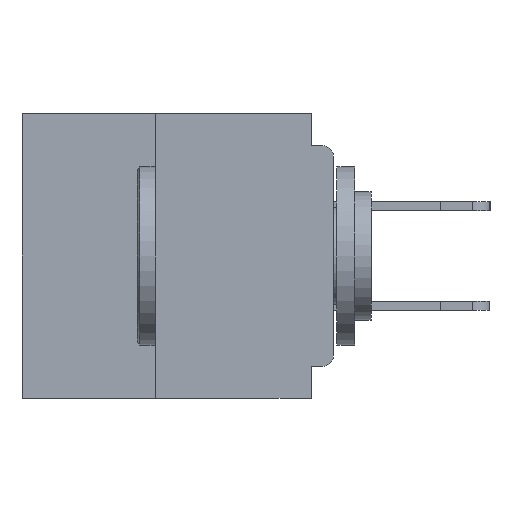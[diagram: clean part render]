
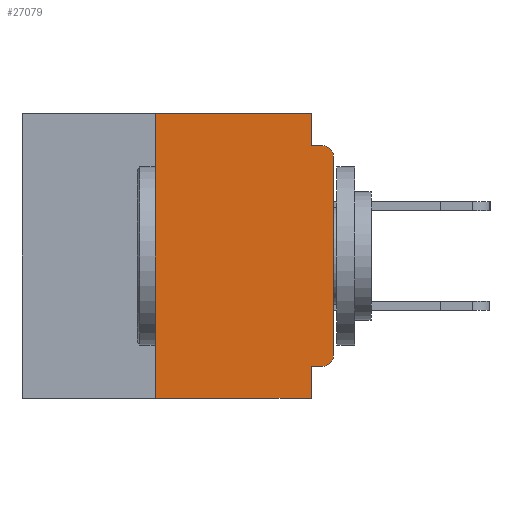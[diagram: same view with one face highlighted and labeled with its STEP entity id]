
A CAD part, left-side view. The second image highlights one B-rep face of the part: STEP entity #27079.
In plain terms, the highlighted planar face has unit normal (-1, 0, 0).
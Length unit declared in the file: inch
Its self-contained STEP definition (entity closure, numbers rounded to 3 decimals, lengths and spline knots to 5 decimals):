
#943 = EDGE_CURVE ( 'NONE', #44504, #42881, #8682, .T. ) ;
#1236 = EDGE_CURVE ( 'NONE', #42881, #17184, #24222, .T. ) ;
#1355 = DIRECTION ( 'NONE',  ( 0., 0., -1. ) ) ;
#2087 = CARTESIAN_POINT ( 'NONE',  ( 0., 0.015, -0.06 ) ) ;
#2491 = DIRECTION ( 'NONE',  ( 1., 0., 0. ) ) ;
#2913 = CARTESIAN_POINT ( 'NONE',  ( 0., 0.031, -0.4 ) ) ;
#3600 = VECTOR ( 'NONE', #15770, 39.37008 ) ;
#4594 = LINE ( 'NONE', #22814, #32846 ) ;
#4875 = CARTESIAN_POINT ( 'NONE',  ( 0., 0.437, -0.4 ) ) ;
#5829 = DIRECTION ( 'NONE',  ( 0., 0., -1. ) ) ;
#6605 = FACE_OUTER_BOUND ( 'NONE', #29641, .T. ) ;
#6767 = ORIENTED_EDGE ( 'NONE', *, *, #11765, .F. ) ;
#6859 = AXIS2_PLACEMENT_3D ( 'NONE', #9718, #2491, #28270 ) ;
#7457 = CARTESIAN_POINT ( 'NONE',  ( 0., 0.031, 0. ) ) ;
#8682 = LINE ( 'NONE', #35188, #27135 ) ;
#9718 = CARTESIAN_POINT ( 'NONE',  ( 0., 0.437, 0. ) ) ;
#9943 = CARTESIAN_POINT ( 'NONE',  ( 0., 0.031, 0. ) ) ;
#10172 = EDGE_CURVE ( 'NONE', #22882, #35733, #37817, .T. ) ;
#10767 = AXIS2_PLACEMENT_3D ( 'NONE', #41091, #19097, #44776 ) ;
#11142 = VERTEX_POINT ( 'NONE', #44105 ) ;
#11336 = ORIENTED_EDGE ( 'NONE', *, *, #43277, .T. ) ;
#11483 = CARTESIAN_POINT ( 'NONE',  ( 0., 0.015, -0.045 ) ) ;
#11711 = CARTESIAN_POINT ( 'NONE',  ( 0., 0.031, -0.4 ) ) ;
#11713 = VERTEX_POINT ( 'NONE', #25473 ) ;
#11765 = EDGE_CURVE ( 'NONE', #26467, #11142, #42179, .T. ) ;
#12060 = CARTESIAN_POINT ( 'NONE',  ( 0., 0., 0. ) ) ;
#12463 = VECTOR ( 'NONE', #19505, 39.37008 ) ;
#13143 = LINE ( 'NONE', #17794, #41344 ) ;
#13989 = AXIS2_PLACEMENT_3D ( 'NONE', #2087, #27878, #5829 ) ;
#14461 = EDGE_CURVE ( 'NONE', #44504, #22401, #36842, .T. ) ;
#15770 = DIRECTION ( 'NONE',  ( 0., 0., 1. ) ) ;
#17184 = VERTEX_POINT ( 'NONE', #11711 ) ;
#17794 = CARTESIAN_POINT ( 'NONE',  ( 0., 0.25, -0.4 ) ) ;
#19097 = DIRECTION ( 'NONE',  ( -1., 0., 0. ) ) ;
#19475 = ORIENTED_EDGE ( 'NONE', *, *, #22903, .F. ) ;
#19505 = DIRECTION ( 'NONE',  ( 0., -1., 0. ) ) ;
#21516 = DIRECTION ( 'NONE',  ( 0., 0., 1. ) ) ;
#22085 = DIRECTION ( 'NONE',  ( 0., 0., -1. ) ) ;
#22401 = VERTEX_POINT ( 'NONE', #23017 ) ;
#22814 = CARTESIAN_POINT ( 'NONE',  ( 0., 0., -0.045 ) ) ;
#22882 = VERTEX_POINT ( 'NONE', #37474 ) ;
#22903 = EDGE_CURVE ( 'NONE', #11142, #35733, #4594, .T. ) ;
#23017 = CARTESIAN_POINT ( 'NONE',  ( 0., 0., -0.34 ) ) ;
#23698 = VECTOR ( 'NONE', #29732, 39.37008 ) ;
#23823 = VECTOR ( 'NONE', #22085, 39.37008 ) ;
#24222 = LINE ( 'NONE', #2913, #44868 ) ;
#24558 = PLANE ( 'NONE',  #6859 ) ;
#25473 = CARTESIAN_POINT ( 'NONE',  ( 0., 0.25, -0.4 ) ) ;
#26280 = ORIENTED_EDGE ( 'NONE', *, *, #1236, .F. ) ;
#26467 = VERTEX_POINT ( 'NONE', #9943 ) ;
#26520 = DIRECTION ( 'NONE',  ( 0., -1., 0. ) ) ;
#27079 = ADVANCED_FACE ( 'NONE', ( #6605 ), #24558, .F. ) ;
#27135 = VECTOR ( 'NONE', #34508, 39.37008 ) ;
#27278 = ORIENTED_EDGE ( 'NONE', *, *, #34564, .T. ) ;
#27878 = DIRECTION ( 'NONE',  ( -1., 0., 0. ) ) ;
#28270 = DIRECTION ( 'NONE',  ( 0., 0., -1. ) ) ;
#29641 = EDGE_LOOP ( 'NONE', ( #27278, #36845, #19475, #6767, #41201, #30253, #11336, #26280, #32964, #38877 ) ) ;
#29732 = DIRECTION ( 'NONE',  ( 0., -1., 0. ) ) ;
#30253 = ORIENTED_EDGE ( 'NONE', *, *, #45312, .F. ) ;
#31659 = CARTESIAN_POINT ( 'NONE',  ( 0., 0.031, -0.355 ) ) ;
#32097 = VERTEX_POINT ( 'NONE', #33600 ) ;
#32846 = VECTOR ( 'NONE', #26520, 39.37008 ) ;
#32964 = ORIENTED_EDGE ( 'NONE', *, *, #943, .F. ) ;
#32989 = LINE ( 'NONE', #12060, #3600 ) ;
#33600 = CARTESIAN_POINT ( 'NONE',  ( 0., 0.25, 0. ) ) ;
#34508 = DIRECTION ( 'NONE',  ( 0., 1., 0. ) ) ;
#34564 = EDGE_CURVE ( 'NONE', #22401, #22882, #32989, .T. ) ;
#34672 = LINE ( 'NONE', #44269, #23698 ) ;
#35188 = CARTESIAN_POINT ( 'NONE',  ( 0., 0., -0.355 ) ) ;
#35733 = VERTEX_POINT ( 'NONE', #11483 ) ;
#36842 = CIRCLE ( 'NONE', #10767, 0.015 ) ;
#36845 = ORIENTED_EDGE ( 'NONE', *, *, #10172, .T. ) ;
#37474 = CARTESIAN_POINT ( 'NONE',  ( 0., 0., -0.06 ) ) ;
#37817 = CIRCLE ( 'NONE', #13989, 0.015 ) ;
#37934 = CARTESIAN_POINT ( 'NONE',  ( 0., 0.015, -0.355 ) ) ;
#38877 = ORIENTED_EDGE ( 'NONE', *, *, #14461, .T. ) ;
#40381 = EDGE_CURVE ( 'NONE', #32097, #26467, #34672, .T. ) ;
#41091 = CARTESIAN_POINT ( 'NONE',  ( 0., 0.015, -0.34 ) ) ;
#41201 = ORIENTED_EDGE ( 'NONE', *, *, #40381, .F. ) ;
#41344 = VECTOR ( 'NONE', #21516, 39.37008 ) ;
#41817 = LINE ( 'NONE', #4875, #12463 ) ;
#42179 = LINE ( 'NONE', #7457, #23823 ) ;
#42881 = VERTEX_POINT ( 'NONE', #31659 ) ;
#43277 = EDGE_CURVE ( 'NONE', #11713, #17184, #41817, .T. ) ;
#44105 = CARTESIAN_POINT ( 'NONE',  ( 0., 0.031, -0.045 ) ) ;
#44269 = CARTESIAN_POINT ( 'NONE',  ( 0., 0.437, 0. ) ) ;
#44504 = VERTEX_POINT ( 'NONE', #37934 ) ;
#44776 = DIRECTION ( 'NONE',  ( 0., 0., -1. ) ) ;
#44868 = VECTOR ( 'NONE', #1355, 39.37008 ) ;
#45312 = EDGE_CURVE ( 'NONE', #11713, #32097, #13143, .T. ) ;
